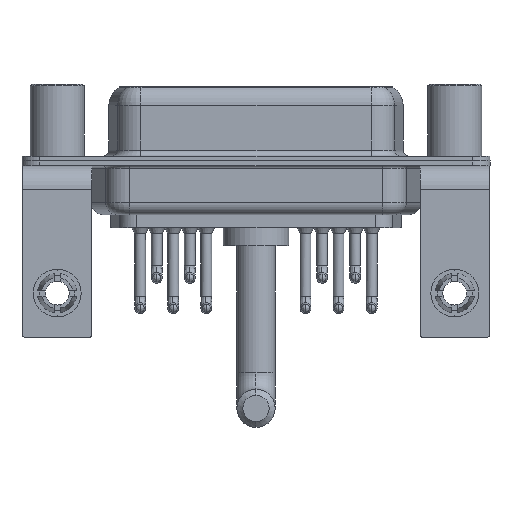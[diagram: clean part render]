
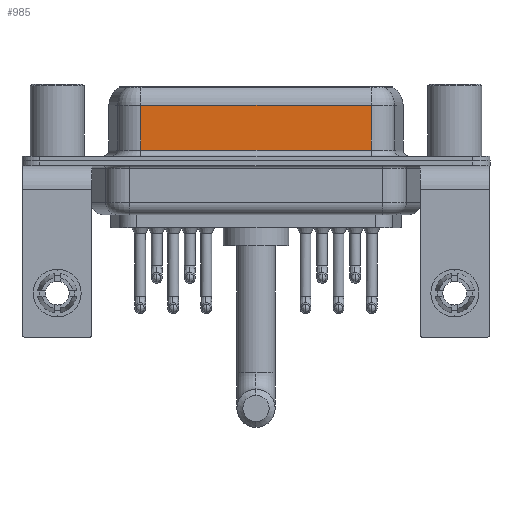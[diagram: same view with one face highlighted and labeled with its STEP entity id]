
A CAD part, front view. The second image highlights one B-rep face of the part: STEP entity #985.
In plain terms, the highlighted planar face has unit normal (0, -1, 0).
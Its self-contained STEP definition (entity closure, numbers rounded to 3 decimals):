
#437 = ORIENTED_EDGE ( 'NONE', *, *, #3732, .F. ) ;
#453 = VERTEX_POINT ( 'NONE', #7711 ) ;
#654 = DIRECTION ( 'NONE',  ( 0., 0., -1. ) ) ;
#818 = DIRECTION ( 'NONE',  ( -1., 0., 0. ) ) ;
#893 = CARTESIAN_POINT ( 'NONE',  ( 7.013, -3.95, 0.9 ) ) ;
#985 = ADVANCED_FACE ( 'NONE', ( #3774 ), #17695, .F. ) ;
#1356 = VERTEX_POINT ( 'NONE', #893 ) ;
#1512 = CARTESIAN_POINT ( 'NONE',  ( 26.287, -3.95, 6.4 ) ) ;
#1798 = CARTESIAN_POINT ( 'NONE',  ( 26.287, -3.95, 0.9 ) ) ;
#2089 = DIRECTION ( 'NONE',  ( 0., 0., 1. ) ) ;
#2312 = CARTESIAN_POINT ( 'NONE',  ( 26.287, -3.95, 6.4 ) ) ;
#2346 = CARTESIAN_POINT ( 'NONE',  ( 7.013, -3.95, 6.4 ) ) ;
#3247 = LINE ( 'NONE', #1798, #9786 ) ;
#3407 = DIRECTION ( 'NONE',  ( 0., 0., -1. ) ) ;
#3727 = EDGE_LOOP ( 'NONE', ( #437, #18165, #9353, #18334 ) ) ;
#3732 = EDGE_CURVE ( 'NONE', #8317, #16195, #11952, .T. ) ;
#3774 = FACE_OUTER_BOUND ( 'NONE', #3727, .T. ) ;
#4097 = DIRECTION ( 'NONE',  ( 0., 1., 0. ) ) ;
#4756 = EDGE_CURVE ( 'NONE', #453, #1356, #17733, .T. ) ;
#6358 = AXIS2_PLACEMENT_3D ( 'NONE', #2312, #4097, #2089 ) ;
#7221 = VECTOR ( 'NONE', #818, 1000. ) ;
#7711 = CARTESIAN_POINT ( 'NONE',  ( 7.013, -3.95, 4.65 ) ) ;
#8317 = VERTEX_POINT ( 'NONE', #18523 ) ;
#9020 = CARTESIAN_POINT ( 'NONE',  ( 26.287, -3.95, 0.9 ) ) ;
#9108 = VECTOR ( 'NONE', #3407, 1000. ) ;
#9353 = ORIENTED_EDGE ( 'NONE', *, *, #4756, .T. ) ;
#9786 = VECTOR ( 'NONE', #20444, 1000. ) ;
#11371 = LINE ( 'NONE', #18330, #7221 ) ;
#11627 = EDGE_CURVE ( 'NONE', #1356, #16195, #3247, .T. ) ;
#11952 = LINE ( 'NONE', #1512, #9108 ) ;
#16195 = VERTEX_POINT ( 'NONE', #9020 ) ;
#17695 = PLANE ( 'NONE',  #6358 ) ;
#17733 = LINE ( 'NONE', #2346, #18893 ) ;
#18165 = ORIENTED_EDGE ( 'NONE', *, *, #22215, .T. ) ;
#18330 = CARTESIAN_POINT ( 'NONE',  ( 26.287, -3.95, 4.65 ) ) ;
#18334 = ORIENTED_EDGE ( 'NONE', *, *, #11627, .T. ) ;
#18523 = CARTESIAN_POINT ( 'NONE',  ( 26.287, -3.95, 4.65 ) ) ;
#18893 = VECTOR ( 'NONE', #654, 1000. ) ;
#20444 = DIRECTION ( 'NONE',  ( 1., 0., 0. ) ) ;
#22215 = EDGE_CURVE ( 'NONE', #8317, #453, #11371, .T. ) ;
